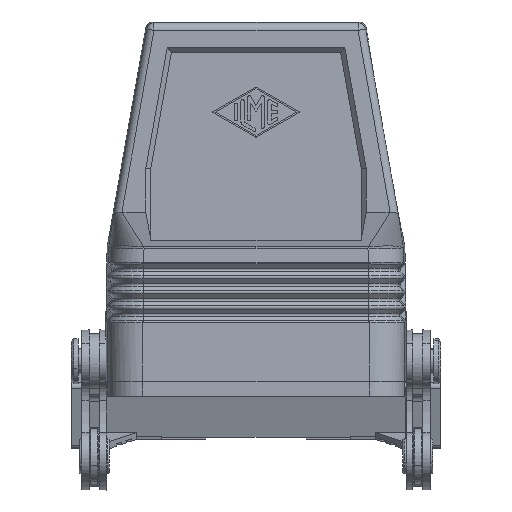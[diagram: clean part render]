
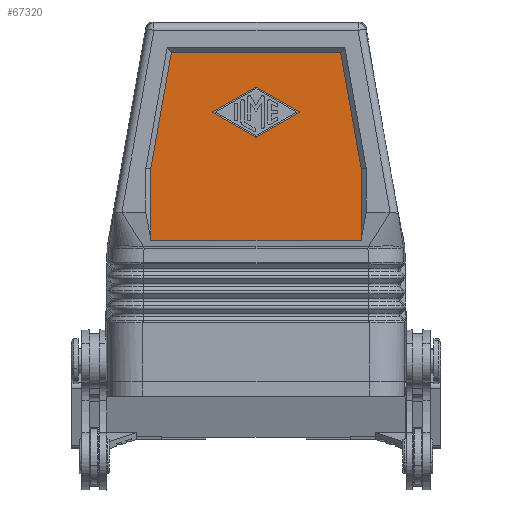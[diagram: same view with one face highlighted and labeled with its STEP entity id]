
A CAD part, left-side view. The second image highlights one B-rep face of the part: STEP entity #67320.
In plain terms, the highlighted planar face has unit normal (-1, 0, 0).
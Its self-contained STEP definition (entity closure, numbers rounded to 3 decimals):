
#66070=CARTESIAN_POINT('',(27.874,64.361,
44.579));
#66080=DIRECTION('',(1.,0.,0.));
#66090=DIRECTION('',(0.,1.,0.));
#66100=AXIS2_PLACEMENT_3D('',#66070,#66080,#66090);
#66110=PLANE('',#66100);
#66120=CARTESIAN_POINT('',(27.874,71.32,12.));
#66130=DIRECTION('',(0.,-0.,1.));
#66140=VECTOR('',#66130,1.);
#66150=LINE('',#66120,#66140);
#66160=CARTESIAN_POINT('',(27.874,71.32,
28.452));
#66170=VERTEX_POINT('',#66160);
#66180=CARTESIAN_POINT('',(27.874,71.32,
42.681));
#66190=VERTEX_POINT('',#66180);
#66200=EDGE_CURVE('',#66170,#66190,#66150,.T.);
#66210=ORIENTED_EDGE('',*,*,#66200,.F.);
#66220=CARTESIAN_POINT('',(27.874,76.73,12.));
#66230=DIRECTION('',(0.,-0.174,0.985));
#66240=VECTOR('',#66230,1.);
#66250=LINE('',#66220,#66240);
#66260=CARTESIAN_POINT('',(27.874,67.208,66.));
#66270=VERTEX_POINT('',#66260);
#66280=EDGE_CURVE('',#66190,#66270,#66250,.T.);
#66290=ORIENTED_EDGE('',*,*,#66280,.F.);
#66300=CARTESIAN_POINT('',(27.874,0.,66.));
#66310=DIRECTION('',(0.,-1.,0.));
#66320=VECTOR('',#66310,1.);
#66330=LINE('',#66300,#66320);
#66340=CARTESIAN_POINT('',(27.874,33.412,66.));
#66350=VERTEX_POINT('',#66340);
#66360=EDGE_CURVE('',#66270,#66350,#66330,.T.);
#66370=ORIENTED_EDGE('',*,*,#66360,.F.);
#66380=CARTESIAN_POINT('',(27.874,23.89,12.));
#66390=DIRECTION('',(0.,0.174,0.985));
#66400=VECTOR('',#66390,1.);
#66410=LINE('',#66380,#66400);
#66420=CARTESIAN_POINT('',(27.874,29.3,
42.681));
#66430=VERTEX_POINT('',#66420);
#66440=EDGE_CURVE('',#66430,#66350,#66410,.T.);
#66450=ORIENTED_EDGE('',*,*,#66440,.T.);
#66460=CARTESIAN_POINT('',(27.874,29.3,12.));
#66470=DIRECTION('',(0.,0.,1.));
#66480=VECTOR('',#66470,1.);
#66490=LINE('',#66460,#66480);
#66500=CARTESIAN_POINT('',(27.874,29.3,
28.452));
#66510=VERTEX_POINT('',#66500);
#66520=EDGE_CURVE('',#66510,#66430,#66490,.T.);
#66530=ORIENTED_EDGE('',*,*,#66520,.T.);
#66540=CARTESIAN_POINT('',(27.874,0.,28.452));
#66550=DIRECTION('',(-0.,1.,0.));
#66560=VECTOR('',#66550,1.);
#66570=LINE('',#66540,#66560);
#66580=EDGE_CURVE('',#66510,#66170,#66570,.T.);
#66590=ORIENTED_EDGE('',*,*,#66580,.F.);
#66600=EDGE_LOOP('',(#66590,#66530,#66450,#66370,#66290,#66210));
#66610=FACE_OUTER_BOUND('',#66600,.T.);
#66620=CARTESIAN_POINT('',(27.874,50.31,58.666));
#66630=DIRECTION('',(-1.,0.,0.));
#66640=DIRECTION('',(0.,-1.,0.));
#66650=AXIS2_PLACEMENT_3D('',#66620,#66630,#66640);
#66660=CIRCLE('',#66650,0.333);
#66670=CARTESIAN_POINT('',(27.874,50.145,
58.956));
#66680=VERTEX_POINT('',#66670);
#66690=CARTESIAN_POINT('',(27.874,50.475,
58.956));
#66700=VERTEX_POINT('',#66690);
#66710=EDGE_CURVE('',#66680,#66700,#66660,.T.);
#66720=ORIENTED_EDGE('',*,*,#66710,.F.);
#66730=CARTESIAN_POINT('',(27.874,0.,87.807));
#66740=DIRECTION('',(0.,0.868,-0.496));
#66750=VECTOR('',#66740,1.);
#66760=LINE('',#66730,#66750);
#66770=CARTESIAN_POINT('',(27.874,58.892,
54.145));
#66780=VERTEX_POINT('',#66770);
#66790=EDGE_CURVE('',#66700,#66780,#66760,.T.);
#66800=ORIENTED_EDGE('',*,*,#66790,.F.);
#66810=CARTESIAN_POINT('',(27.874,58.809,54.));
#66820=DIRECTION('',(-1.,0.,0.));
#66830=DIRECTION('',(0.,-1.,0.));
#66840=AXIS2_PLACEMENT_3D('',#66810,#66820,#66830);
#66850=CIRCLE('',#66840,0.167);
#66860=CARTESIAN_POINT('',(27.874,58.892,
53.855));
#66870=VERTEX_POINT('',#66860);
#66880=EDGE_CURVE('',#66780,#66870,#66850,.T.);
#66890=ORIENTED_EDGE('',*,*,#66880,.F.);
#66900=CARTESIAN_POINT('',(27.874,0.,20.193));
#66910=DIRECTION('',(0.,-0.868,-0.496));
#66920=VECTOR('',#66910,1.);
#66930=LINE('',#66900,#66920);
#66940=CARTESIAN_POINT('',(27.874,50.475,
49.044));
#66950=VERTEX_POINT('',#66940);
#66960=EDGE_CURVE('',#66870,#66950,#66930,.T.);
#66970=ORIENTED_EDGE('',*,*,#66960,.F.);
#66980=CARTESIAN_POINT('',(27.874,50.31,49.334));
#66990=DIRECTION('',(-1.,0.,0.));
#67000=DIRECTION('',(0.,-1.,0.));
#67010=AXIS2_PLACEMENT_3D('',#66980,#66990,#67000);
#67020=CIRCLE('',#67010,0.333);
#67030=CARTESIAN_POINT('',(27.874,50.145,
49.044));
#67040=VERTEX_POINT('',#67030);
#67050=EDGE_CURVE('',#66950,#67040,#67020,.T.);
#67060=ORIENTED_EDGE('',*,*,#67050,.F.);
#67070=CARTESIAN_POINT('',(27.874,0.,77.707));
#67080=DIRECTION('',(0.,-0.868,0.496));
#67090=VECTOR('',#67080,1.);
#67100=LINE('',#67070,#67090);
#67110=CARTESIAN_POINT('',(27.874,41.728,
53.855));
#67120=VERTEX_POINT('',#67110);
#67130=EDGE_CURVE('',#67040,#67120,#67100,.T.);
#67140=ORIENTED_EDGE('',*,*,#67130,.F.);
#67150=CARTESIAN_POINT('',(27.874,41.811,54.));
#67160=DIRECTION('',(-1.,0.,0.));
#67170=DIRECTION('',(0.,-1.,0.));
#67180=AXIS2_PLACEMENT_3D('',#67150,#67160,#67170);
#67190=CIRCLE('',#67180,0.167);
#67200=CARTESIAN_POINT('',(27.874,41.728,
54.145));
#67210=VERTEX_POINT('',#67200);
#67220=EDGE_CURVE('',#67120,#67210,#67190,.T.);
#67230=ORIENTED_EDGE('',*,*,#67220,.F.);
#67240=CARTESIAN_POINT('',(27.874,0.,30.293));
#67250=DIRECTION('',(0.,0.868,0.496));
#67260=VECTOR('',#67250,1.);
#67270=LINE('',#67240,#67260);
#67280=EDGE_CURVE('',#67210,#66680,#67270,.T.);
#67290=ORIENTED_EDGE('',*,*,#67280,.F.);
#67300=EDGE_LOOP('',(#67290,#67230,#67140,#67060,#66970,#66890,#66800,
#66720));
#67310=FACE_BOUND('',#67300,.T.);
#67320=ADVANCED_FACE('',(#66610,#67310),#66110,.F.);
